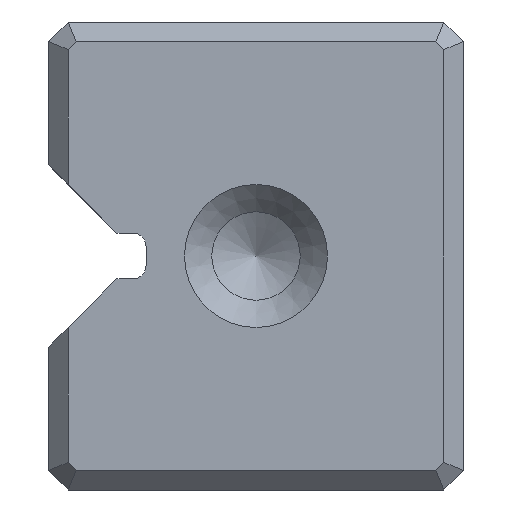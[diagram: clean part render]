
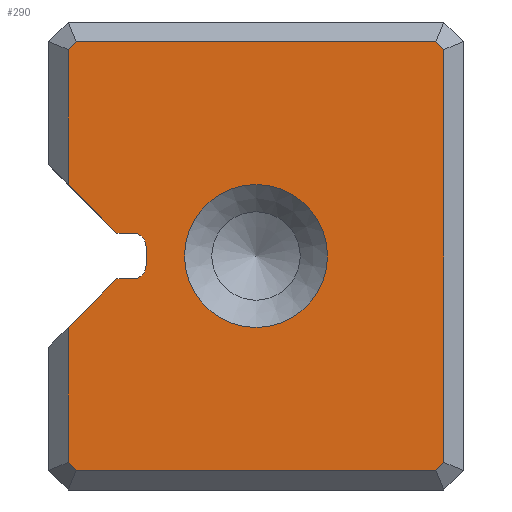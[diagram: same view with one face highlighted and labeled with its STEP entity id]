
A CAD part, left-side view. The second image highlights one B-rep face of the part: STEP entity #290.
In plain terms, the highlighted planar face has unit normal (-1, 0, 0).
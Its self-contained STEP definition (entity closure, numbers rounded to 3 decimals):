
#111=FACE_BOUND('',#462,.T.);
#112=FACE_BOUND('',#463,.T.);
#236=CIRCLE('',#1337,5.5);
#237=CIRCLE('',#1338,1.);
#238=CIRCLE('',#1339,1.);
#290=ADVANCED_FACE('',(#111,#112),#377,.F.);
#377=PLANE('',#1340);
#462=EDGE_LOOP('',(#667));
#463=EDGE_LOOP('',(#668,#669,#670,#671,#672,#673,#674,#675,#676,#677,#678,
#679,#680,#681,#682,#683));
#667=ORIENTED_EDGE('',*,*,#1064,.T.);
#668=ORIENTED_EDGE('',*,*,#1016,.F.);
#669=ORIENTED_EDGE('',*,*,#1065,.T.);
#670=ORIENTED_EDGE('',*,*,#1066,.T.);
#671=ORIENTED_EDGE('',*,*,#1067,.T.);
#672=ORIENTED_EDGE('',*,*,#1068,.T.);
#673=ORIENTED_EDGE('',*,*,#1069,.T.);
#674=ORIENTED_EDGE('',*,*,#1070,.T.);
#675=ORIENTED_EDGE('',*,*,#1071,.T.);
#676=ORIENTED_EDGE('',*,*,#1072,.T.);
#677=ORIENTED_EDGE('',*,*,#1073,.T.);
#678=ORIENTED_EDGE('',*,*,#1031,.F.);
#679=ORIENTED_EDGE('',*,*,#1029,.F.);
#680=ORIENTED_EDGE('',*,*,#1074,.T.);
#681=ORIENTED_EDGE('',*,*,#1023,.F.);
#682=ORIENTED_EDGE('',*,*,#1075,.T.);
#683=ORIENTED_EDGE('',*,*,#1020,.F.);
#901=VERTEX_POINT('',#1889);
#902=VERTEX_POINT('',#1891);
#905=VERTEX_POINT('',#1899);
#907=VERTEX_POINT('',#1905);
#908=VERTEX_POINT('',#1906);
#913=VERTEX_POINT('',#1917);
#914=VERTEX_POINT('',#1919);
#915=VERTEX_POINT('',#1923);
#943=VERTEX_POINT('',#1988);
#944=VERTEX_POINT('',#1990);
#945=VERTEX_POINT('',#1992);
#946=VERTEX_POINT('',#1994);
#947=VERTEX_POINT('',#1996);
#948=VERTEX_POINT('',#1998);
#949=VERTEX_POINT('',#2000);
#950=VERTEX_POINT('',#2002);
#951=VERTEX_POINT('',#2004);
#1016=EDGE_CURVE('',#901,#902,#1153,.T.);
#1020=EDGE_CURVE('',#902,#905,#1157,.T.);
#1023=EDGE_CURVE('',#907,#908,#1160,.T.);
#1029=EDGE_CURVE('',#913,#914,#1166,.T.);
#1031=EDGE_CURVE('',#914,#915,#1168,.T.);
#1064=EDGE_CURVE('',#943,#943,#236,.T.);
#1065=EDGE_CURVE('',#901,#944,#1189,.T.);
#1066=EDGE_CURVE('',#944,#945,#1190,.T.);
#1067=EDGE_CURVE('',#945,#946,#1191,.T.);
#1068=EDGE_CURVE('',#946,#947,#1192,.T.);
#1069=EDGE_CURVE('',#947,#948,#1193,.T.);
#1070=EDGE_CURVE('',#948,#949,#1194,.T.);
#1071=EDGE_CURVE('',#949,#950,#1195,.T.);
#1072=EDGE_CURVE('',#950,#951,#1196,.T.);
#1073=EDGE_CURVE('',#951,#915,#1197,.T.);
#1074=EDGE_CURVE('',#913,#908,#237,.T.);
#1075=EDGE_CURVE('',#907,#905,#238,.T.);
#1153=LINE('',#1890,#1235);
#1157=LINE('',#1898,#1239);
#1160=LINE('',#1904,#1242);
#1166=LINE('',#1918,#1248);
#1168=LINE('',#1922,#1250);
#1189=LINE('',#1989,#1271);
#1190=LINE('',#1991,#1272);
#1191=LINE('',#1993,#1273);
#1192=LINE('',#1995,#1274);
#1193=LINE('',#1997,#1275);
#1194=LINE('',#1999,#1276);
#1195=LINE('',#2001,#1277);
#1196=LINE('',#2003,#1278);
#1197=LINE('',#2005,#1279);
#1235=VECTOR('',#1495,1.);
#1239=VECTOR('',#1501,1.);
#1242=VECTOR('',#1506,1.);
#1248=VECTOR('',#1514,1.);
#1250=VECTOR('',#1518,1.);
#1271=VECTOR('',#1573,1.);
#1272=VECTOR('',#1574,1.);
#1273=VECTOR('',#1575,1.);
#1274=VECTOR('',#1576,1.);
#1275=VECTOR('',#1577,1.);
#1276=VECTOR('',#1578,1.);
#1277=VECTOR('',#1579,1.);
#1278=VECTOR('',#1580,1.);
#1279=VECTOR('',#1581,1.);
#1337=AXIS2_PLACEMENT_3D('',#1987,#1571,#1572);
#1338=AXIS2_PLACEMENT_3D('',#2006,#1582,#1583);
#1339=AXIS2_PLACEMENT_3D('',#2007,#1584,#1585);
#1340=AXIS2_PLACEMENT_3D('',#2008,#1586,#1587);
#1495=DIRECTION('',(0.,-0.707,0.707));
#1501=DIRECTION('',(0.,-1.,0.));
#1506=DIRECTION('',(0.,0.,1.));
#1514=DIRECTION('',(0.,1.,0.));
#1518=DIRECTION('',(0.,0.707,0.707));
#1571=DIRECTION('',(1.,0.,0.));
#1572=DIRECTION('',(0.,0.,-1.));
#1573=DIRECTION('',(0.,0.,-1.));
#1574=DIRECTION('',(0.,-0.707,-0.707));
#1575=DIRECTION('',(0.,-1.,0.));
#1576=DIRECTION('',(0.,-0.707,0.707));
#1577=DIRECTION('',(0.,0.,1.));
#1578=DIRECTION('',(0.,0.707,0.707));
#1579=DIRECTION('',(0.,1.,0.));
#1580=DIRECTION('',(0.,0.707,-0.707));
#1581=DIRECTION('',(0.,0.,-1.));
#1582=DIRECTION('',(1.,0.,0.));
#1583=DIRECTION('',(0.,0.,-1.));
#1584=DIRECTION('',(1.,0.,0.));
#1585=DIRECTION('',(0.,0.,-1.));
#1586=DIRECTION('',(1.,0.,0.));
#1587=DIRECTION('',(0.,0.,-1.));
#1889=CARTESIAN_POINT('',(-450.,14.45,12.493));
#1890=CARTESIAN_POINT('',(-450.,15.95,10.993));
#1891=CARTESIAN_POINT('',(-450.,10.693,16.25));
#1898=CARTESIAN_POINT('',(-450.,10.693,16.25));
#1899=CARTESIAN_POINT('',(-450.,9.45,16.25));
#1904=CARTESIAN_POINT('',(-450.,8.45,16.25));
#1905=CARTESIAN_POINT('',(-450.,8.45,17.25));
#1906=CARTESIAN_POINT('',(-450.,8.45,18.75));
#1917=CARTESIAN_POINT('',(-450.,9.45,19.75));
#1918=CARTESIAN_POINT('',(-450.,8.45,19.75));
#1919=CARTESIAN_POINT('',(-450.,10.693,19.75));
#1922=CARTESIAN_POINT('',(-450.,10.693,19.75));
#1923=CARTESIAN_POINT('',(-450.,14.45,23.507));
#1987=CARTESIAN_POINT('',(-450.,0.,18.));
#1988=CARTESIAN_POINT('',(-450.,0.,12.5));
#1989=CARTESIAN_POINT('',(-450.,14.45,0.));
#1990=CARTESIAN_POINT('',(-450.,14.45,2.121));
#1991=CARTESIAN_POINT('',(-450.,13.389,1.061));
#1992=CARTESIAN_POINT('',(-450.,13.829,1.5));
#1993=CARTESIAN_POINT('',(-450.,0.,1.5));
#1994=CARTESIAN_POINT('',(-450.,-13.829,1.5));
#1995=CARTESIAN_POINT('',(-450.,-14.889,2.561));
#1996=CARTESIAN_POINT('',(-450.,-14.45,2.121));
#1997=CARTESIAN_POINT('',(-450.,-14.45,0.));
#1998=CARTESIAN_POINT('',(-450.,-14.45,33.879));
#1999=CARTESIAN_POINT('',(-450.,-13.389,34.939));
#2000=CARTESIAN_POINT('',(-450.,-13.829,34.5));
#2001=CARTESIAN_POINT('',(-450.,0.,34.5));
#2002=CARTESIAN_POINT('',(-450.,13.829,34.5));
#2003=CARTESIAN_POINT('',(-450.,14.889,33.439));
#2004=CARTESIAN_POINT('',(-450.,14.45,33.879));
#2005=CARTESIAN_POINT('',(-450.,14.45,0.));
#2006=CARTESIAN_POINT('',(-450.,9.45,18.75));
#2007=CARTESIAN_POINT('',(-450.,9.45,17.25));
#2008=CARTESIAN_POINT('',(-450.,0.,0.));
